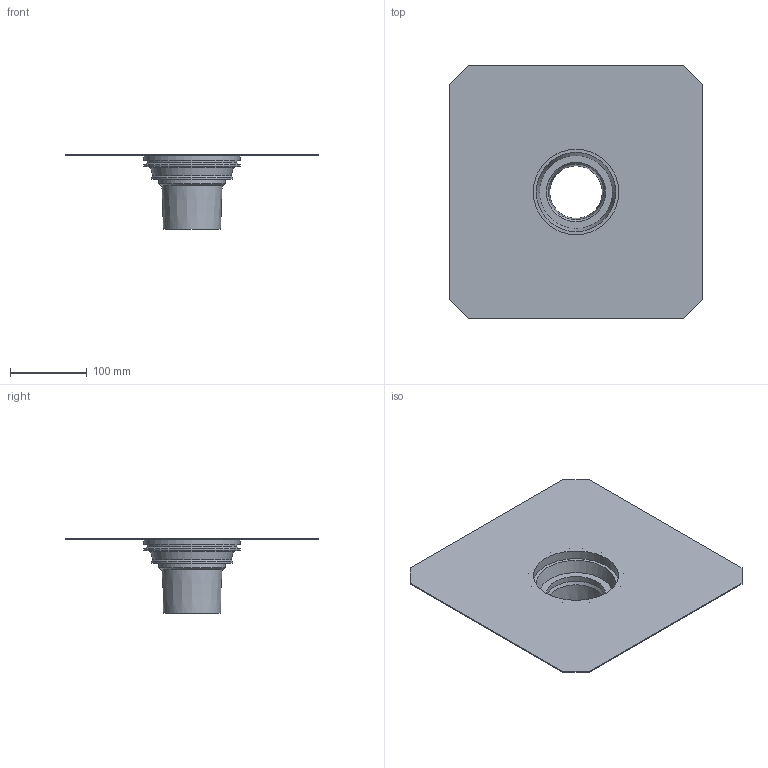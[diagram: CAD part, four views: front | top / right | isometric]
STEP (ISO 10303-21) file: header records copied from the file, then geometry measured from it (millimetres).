
FILE_DESCRIPTION(/* description */ ('STEP AP214'),/* implementation_level */ '2;1');
FILE_NAME(/* name */ '482086001(1)',/* time_stamp */ '2022-12-23T08:21:54+01:00',/* author */ ('License CC BY-ND 4.0'),/* organization */ ('CADENAS'),/* preprocessor_version */ 'ST-DEVELOPER v18.102',/* originating_system */ 'PARTsolutions',/* authorisation */ ' ');
FILE_SCHEMA (('AUTOMOTIVE_DESIGN {1 0 10303 214 3 1 1}'));
Length unit declared in the file: millimetre
Products named in the file (1): 482086001(1)
Bounding box: 330 x 330 x 96.3 mm (x, y, z)
Volume: 234647.4 mm3; surface area: 259917.4 mm2
Topology: 1 solids, 1 shells, 31 faces, 64 edges, 40 vertices
Faces by surface type: plane 15, cone 9, cylinder 7
Full cylindrical faces by diameter (mm): 76.996 x1, 86.286 x1, 105.996 x1, 111 x1, 116.5 x1, 124.996 x1, 125 x1
Entity records: 752 total; most frequent: DIRECTION 132, CARTESIAN_POINT 116, ORIENTED_EDGE 92, EDGE_LOOP 54, FACE_BOUND 54, AXIS2_PLACEMENT_3D 54, EDGE_CURVE 46, VERTEX_POINT 38
